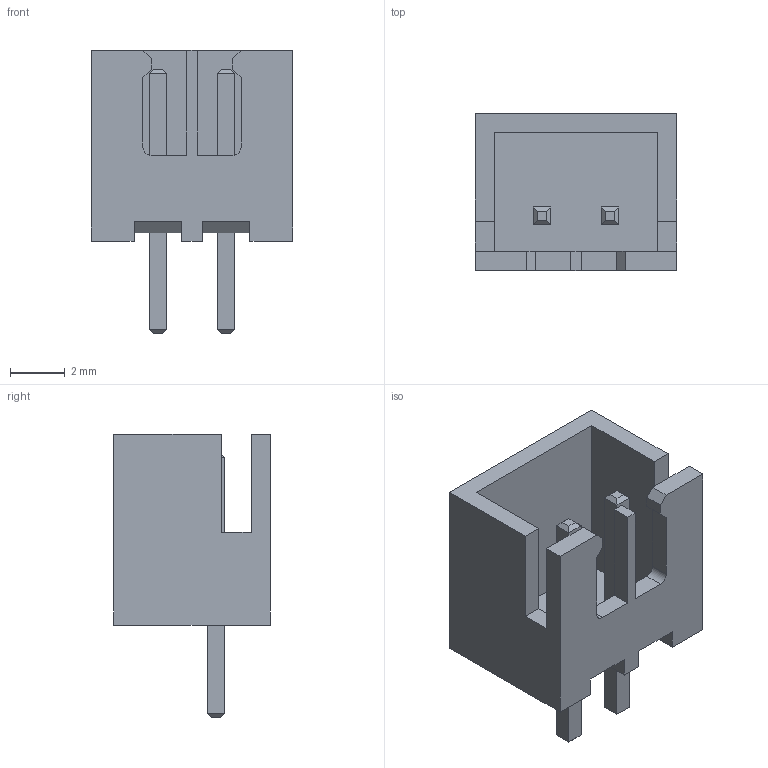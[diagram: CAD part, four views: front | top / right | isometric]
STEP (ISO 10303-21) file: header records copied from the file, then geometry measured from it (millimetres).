
FILE_DESCRIPTION(/* description */ ('STEP AP203'),/* implementation_level */ '2;1');
FILE_NAME(/* name */ '',/* time_stamp */ '2024-10-19T16:40:37+09:00',/* author */ (''),/* organization */ (''),/* preprocessor_version */ 'ST-DEVELOPER v20',/* originating_system */ 'Autodesk Translation Framework v13.20.0.188',/* authorisation */ '');
FILE_SCHEMA (('AUTOMOTIVE_DESIGN { 1 0 10303 214 3 1 1 }'));
Length unit declared in the file: millimetre
Products named in the file (1): XH 2,54_2p
Bounding box: 7.4 x 5.75 x 10.4 mm (x, y, z)
Volume: 118.3 mm3; surface area: 437.3 mm2
Topology: 3 solids, 3 shells, 80 faces, 206 edges, 132 vertices
Faces by surface type: plane 78, cylinder 2
Entity records: 2419 total; most frequent: CARTESIAN_POINT 419, ORIENTED_EDGE 412, DIRECTION 372, EDGE_CURVE 206, LINE 202, VECTOR 202, VERTEX_POINT 132, AXIS2_PLACEMENT_3D 85
